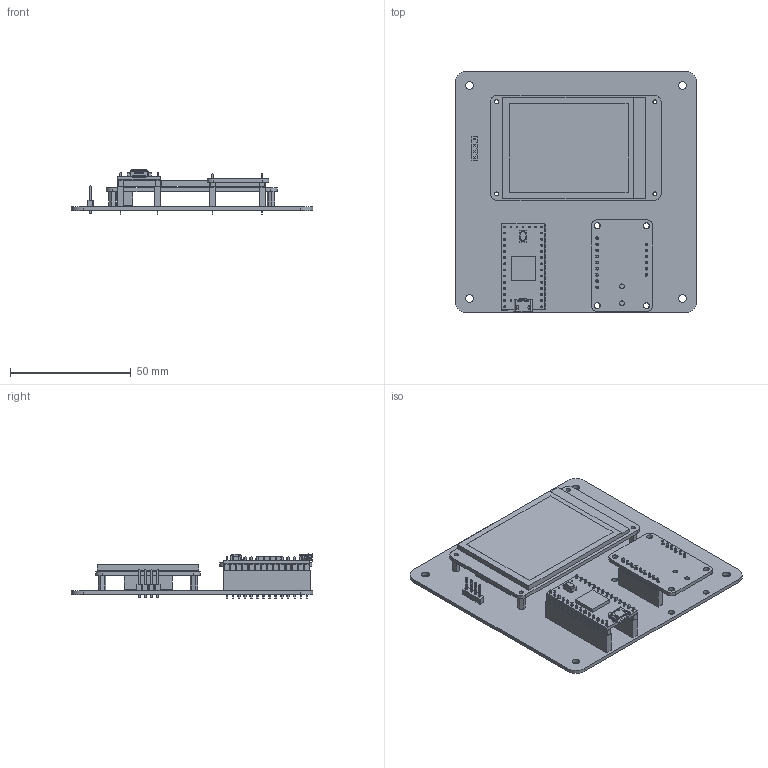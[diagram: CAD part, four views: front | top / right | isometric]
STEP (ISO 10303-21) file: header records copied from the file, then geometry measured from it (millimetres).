
FILE_DESCRIPTION(('KiCad electronic assembly'),'2;1');
FILE_NAME('Dev Output Board.step','2025-12-07T12:33:18',('Pcbnew'),( 'Kicad'),'Open CASCADE STEP processor 7.8','KiCad to STEP converter' ,'Unknown');
FILE_SCHEMA(('AUTOMOTIVE_DESIGN { 1 0 10303 214 1 1 1 1 }'));
Length unit declared in the file: millimetre
Products named in the file (17): Dev Output Board 1; Adafruit UDA1334 I2S DAC; Adafruit UDA1334 I2S DAC_PCB; PinSocket_1x09_P2.54mm_Vertical; PinSocket_1x06_P2.54mm_Vertical; PinHeader_1x09_P2.54mm_Vertical; PinHeader_1x06_P2.54mm_Vertical; Waveshare 2.4in LCD; Teensy_4.0_Assembly; Teensy_4.0_PCB; Micro USB-B Female 5Pin SMD; NXP iMXRT1062; SKRPACE010 v4; PinSocket_1x14_P2.54mm_Vertical; PinHeader_1x14_P2.54mm_Vertical; PinHeader_1x04_P2.54mm_Vertical; Dev Output Board_PCB
Assembly tree (18 placements, depth 3):
  Dev Output Board 1
    Adafruit UDA1334 I2S DAC
      Adafruit UDA1334 I2S DAC_PCB
    PinSocket_1x09_P2.54mm_Vertical
    PinSocket_1x06_P2.54mm_Vertical
    PinHeader_1x09_P2.54mm_Vertical
    PinHeader_1x06_P2.54mm_Vertical
    Waveshare 2.4in LCD
    Teensy_4.0_Assembly
      Teensy_4.0_PCB
      Micro USB-B Female 5Pin SMD
      NXP iMXRT1062
      SKRPACE010 v4
    PinSocket_1x14_P2.54mm_Vertical  x2
    PinHeader_1x14_P2.54mm_Vertical  x2
    PinHeader_1x04_P2.54mm_Vertical
    Dev Output Board_PCB
Bounding box: 100 x 100 x 18.31 mm (x, y, z)
Volume: 31459.7 mm3; surface area: 43690 mm2
Topology: 23 solids, 23 shells, 3231 faces, 8421 edges, 5410 vertices
Faces by surface type: plane 2767, cylinder 441, bspline 13, torus 10
Full cylindrical faces by diameter (mm): 0.953 x8, 1 x34, 1.1 x44, 2 x6, 2.5 x8, 3.2 x4
Entity records: 92081 total; most frequent: CARTESIAN_POINT 13718, ORIENTED_EDGE 13254, DIRECTION 12503, EDGE_CURVE 6627, LINE 5705, VECTOR 5705, VERTEX_POINT 4270, AXIS2_PLACEMENT_3D 3399
